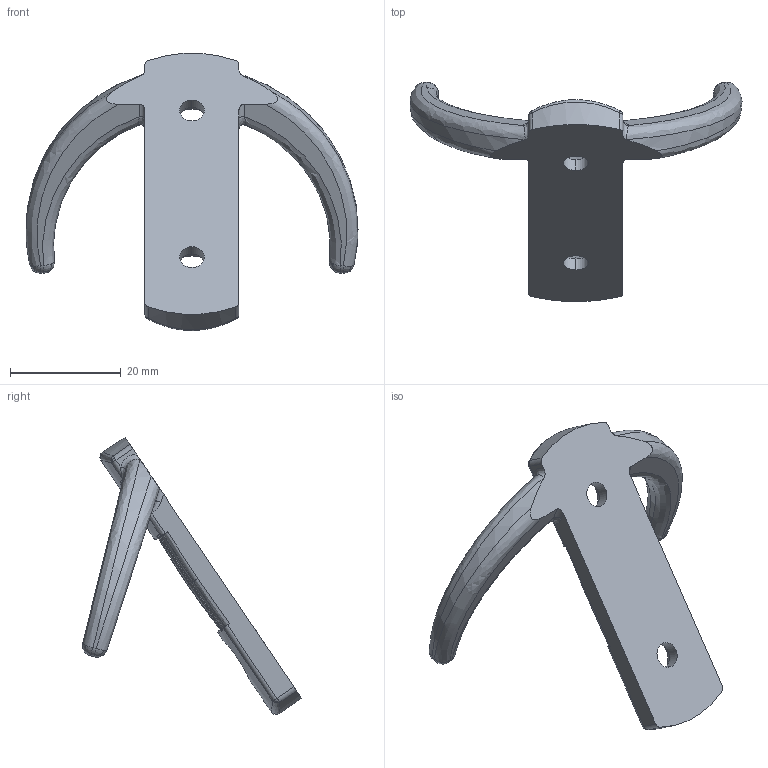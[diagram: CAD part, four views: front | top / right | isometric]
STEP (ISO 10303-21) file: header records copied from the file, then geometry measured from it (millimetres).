
FILE_DESCRIPTION(('Creo Elements/Direct Modeling STEP Export'),'2;1');
FILE_NAME('2214.stp','2018-04-20T 8:34:17',(''),(''),'Creo Elements/Direct Modeling STEP processor for AP214 (Solid Model)','Creo Elements/Direct Modeling 20.0 12-Nov-2016 (C) Parametric Technology GmbH','');
FILE_SCHEMA(('AUTOMOTIVE_DESIGN { 1 0 10303 214 1 1 1 1 }'));
Products named in the file (2): 2214
Assembly tree (1 placements, depth 2):
  2214
    2214
Bounding box: 59.98 x 39.56 x 50.08 mm (x, y, z)
Volume: 7256 mm3; surface area: 4357.8 mm2
Topology: 1 solids, 1 shells, 166 faces, 415 edges, 250 vertices
Faces by surface type: bspline 109, cylinder 33, plane 15, extrusion 5, cone 4
Entity records: 51260 total; most frequent: CARTESIAN_POINT 48355, ORIENTED_EDGE 828, EDGE_CURVE 414, VERTEX_POINT 250, DIRECTION 242, B_SPLINE_CURVE_WITH_KNOTS 201, EDGE_LOOP 170, FACE_OUTER_BOUND 166
